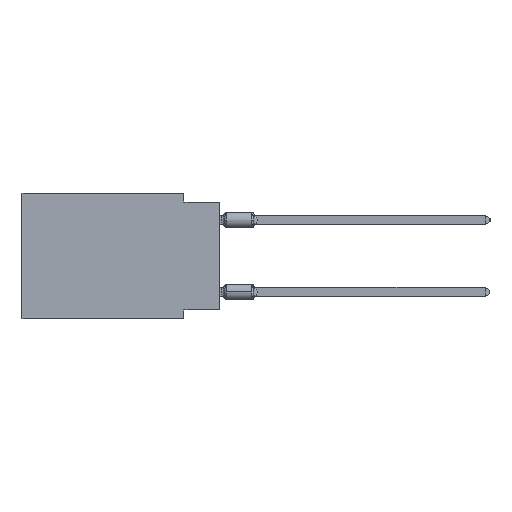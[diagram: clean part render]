
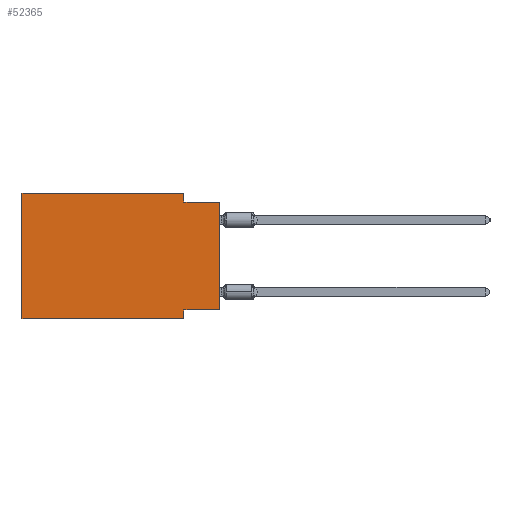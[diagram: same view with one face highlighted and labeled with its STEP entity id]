
A CAD part, left-side view. The second image highlights one B-rep face of the part: STEP entity #52365.
In plain terms, the highlighted planar face has unit normal (-1, 0, 0).
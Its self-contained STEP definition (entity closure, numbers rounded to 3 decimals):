
#302 = DIRECTION ( 'NONE',  ( 1., 0., 0. ) ) ;
#313 = VECTOR ( 'NONE', #37328, 1000. ) ;
#1711 = CARTESIAN_POINT ( 'NONE',  ( 0., 0., 0. ) ) ;
#3439 = ORIENTED_EDGE ( 'NONE', *, *, #40484, .F. ) ;
#4940 = ORIENTED_EDGE ( 'NONE', *, *, #30573, .F. ) ;
#6703 = LINE ( 'NONE', #29390, #26318 ) ;
#6718 = VERTEX_POINT ( 'NONE', #22068 ) ;
#6743 = VECTOR ( 'NONE', #23365, 1000. ) ;
#8143 = ORIENTED_EDGE ( 'NONE', *, *, #13916, .T. ) ;
#9349 = LINE ( 'NONE', #41693, #313 ) ;
#10742 = DIRECTION ( 'NONE',  ( 0., 0., 1. ) ) ;
#11409 = AXIS2_PLACEMENT_3D ( 'NONE', #20478, #302, #14902 ) ;
#12394 = LINE ( 'NONE', #26089, #20689 ) ;
#13239 = VERTEX_POINT ( 'NONE', #53598 ) ;
#13438 = CARTESIAN_POINT ( 'NONE',  ( 0., 2.54, -8.89 ) ) ;
#13611 = VECTOR ( 'NONE', #43807, 1000. ) ;
#13854 = CARTESIAN_POINT ( 'NONE',  ( 0., 2.54, -8.255 ) ) ;
#13916 = EDGE_CURVE ( 'NONE', #53105, #15249, #17143, .T. ) ;
#14060 = CARTESIAN_POINT ( 'NONE',  ( 0., 0., -8.255 ) ) ;
#14902 = DIRECTION ( 'NONE',  ( 0., 0., -1. ) ) ;
#15249 = VERTEX_POINT ( 'NONE', #33589 ) ;
#17143 = LINE ( 'NONE', #36087, #22215 ) ;
#17330 = EDGE_CURVE ( 'NONE', #53105, #50494, #9349, .T. ) ;
#17516 = CARTESIAN_POINT ( 'NONE',  ( 0., 13.97, -8.89 ) ) ;
#18191 = VERTEX_POINT ( 'NONE', #35329 ) ;
#19761 = EDGE_CURVE ( 'NONE', #18191, #13239, #60717, .T. ) ;
#20379 = DIRECTION ( 'NONE',  ( 0., -1., 0. ) ) ;
#20478 = CARTESIAN_POINT ( 'NONE',  ( 0., 13.97, 0. ) ) ;
#20689 = VECTOR ( 'NONE', #50613, 1000. ) ;
#21002 = ORIENTED_EDGE ( 'NONE', *, *, #22128, .F. ) ;
#21846 = CARTESIAN_POINT ( 'NONE',  ( 0., 13.97, 0. ) ) ;
#22068 = CARTESIAN_POINT ( 'NONE',  ( 0., 2.54, 0. ) ) ;
#22128 = EDGE_CURVE ( 'NONE', #34728, #39132, #30428, .T. ) ;
#22215 = VECTOR ( 'NONE', #55036, 1000. ) ;
#23365 = DIRECTION ( 'NONE',  ( 0., 0., -1. ) ) ;
#25628 = LINE ( 'NONE', #1711, #44592 ) ;
#26089 = CARTESIAN_POINT ( 'NONE',  ( 0., 2.54, 0. ) ) ;
#26318 = VECTOR ( 'NONE', #20379, 1000. ) ;
#29390 = CARTESIAN_POINT ( 'NONE',  ( 0., 13.97, 0. ) ) ;
#29486 = PLANE ( 'NONE',  #11409 ) ;
#30428 = LINE ( 'NONE', #30742, #13611 ) ;
#30573 = EDGE_CURVE ( 'NONE', #39132, #15249, #61268, .T. ) ;
#30742 = CARTESIAN_POINT ( 'NONE',  ( 0., 0., -8.255 ) ) ;
#33385 = ORIENTED_EDGE ( 'NONE', *, *, #56524, .F. ) ;
#33589 = CARTESIAN_POINT ( 'NONE',  ( 0., 2.54, -8.89 ) ) ;
#34728 = VERTEX_POINT ( 'NONE', #14060 ) ;
#35329 = CARTESIAN_POINT ( 'NONE',  ( 0., 2.54, -0.635 ) ) ;
#36087 = CARTESIAN_POINT ( 'NONE',  ( 0., 13.97, -8.89 ) ) ;
#37328 = DIRECTION ( 'NONE',  ( 0., 0., 1. ) ) ;
#38637 = EDGE_LOOP ( 'NONE', ( #56485, #43751, #33385, #3439, #59120, #8143, #4940, #21002 ) ) ;
#39132 = VERTEX_POINT ( 'NONE', #13854 ) ;
#40484 = EDGE_CURVE ( 'NONE', #50494, #6718, #6703, .T. ) ;
#40855 = DIRECTION ( 'NONE',  ( 0., -1., 0. ) ) ;
#41693 = CARTESIAN_POINT ( 'NONE',  ( 0., 13.97, 0. ) ) ;
#43751 = ORIENTED_EDGE ( 'NONE', *, *, #19761, .F. ) ;
#43807 = DIRECTION ( 'NONE',  ( 0., 1., 0. ) ) ;
#44592 = VECTOR ( 'NONE', #10742, 1000. ) ;
#45817 = CARTESIAN_POINT ( 'NONE',  ( 0., 0., -0.635 ) ) ;
#50494 = VERTEX_POINT ( 'NONE', #21846 ) ;
#50613 = DIRECTION ( 'NONE',  ( 0., 0., -1. ) ) ;
#52365 = ADVANCED_FACE ( 'NONE', ( #53412 ), #29486, .F. ) ;
#53105 = VERTEX_POINT ( 'NONE', #17516 ) ;
#53412 = FACE_OUTER_BOUND ( 'NONE', #38637, .T. ) ;
#53598 = CARTESIAN_POINT ( 'NONE',  ( 0., 0., -0.635 ) ) ;
#54736 = VECTOR ( 'NONE', #40855, 1000. ) ;
#55036 = DIRECTION ( 'NONE',  ( 0., -1., 0. ) ) ;
#56485 = ORIENTED_EDGE ( 'NONE', *, *, #57582, .T. ) ;
#56524 = EDGE_CURVE ( 'NONE', #6718, #18191, #12394, .T. ) ;
#57582 = EDGE_CURVE ( 'NONE', #34728, #13239, #25628, .T. ) ;
#59120 = ORIENTED_EDGE ( 'NONE', *, *, #17330, .F. ) ;
#60717 = LINE ( 'NONE', #45817, #54736 ) ;
#61268 = LINE ( 'NONE', #13438, #6743 ) ;
